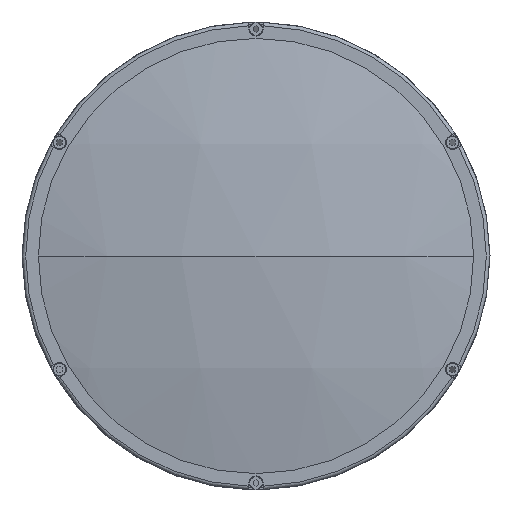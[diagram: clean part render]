
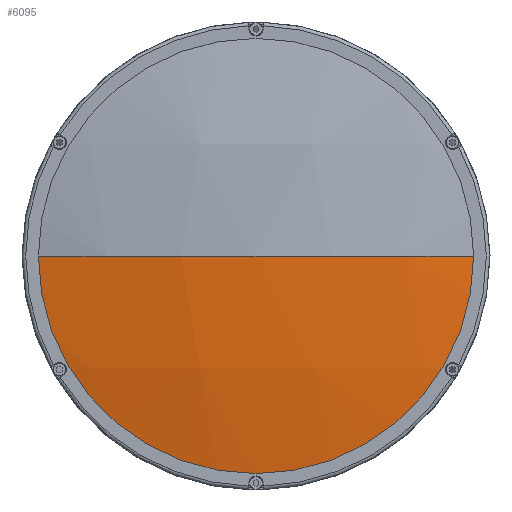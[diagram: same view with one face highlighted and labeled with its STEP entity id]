
A CAD part, left-side view. The second image highlights one B-rep face of the part: STEP entity #6095.
In plain terms, the highlighted spherical face has radius 434.72 mm.
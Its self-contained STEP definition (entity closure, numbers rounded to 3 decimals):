
#473 = ORIENTED_EDGE ( 'NONE', *, *, #5306, .F. ) ;
#716 = AXIS2_PLACEMENT_3D ( 'NONE', #2449, #9789, #9757 ) ;
#904 = VERTEX_POINT ( 'NONE', #3876 ) ;
#1489 = FACE_OUTER_BOUND ( 'NONE', #7882, .T. ) ;
#2025 = AXIS2_PLACEMENT_3D ( 'NONE', #7668, #7648, #7599 ) ;
#2325 = CARTESIAN_POINT ( 'NONE',  ( -422.1, 0., 0. ) ) ;
#2449 = CARTESIAN_POINT ( 'NONE',  ( 12.62, 0., 0. ) ) ;
#2684 = CARTESIAN_POINT ( 'NONE',  ( -411.593, 0., 0. ) ) ;
#3593 = DIRECTION ( 'NONE',  ( 0., -1., 0. ) ) ;
#3607 = CARTESIAN_POINT ( 'NONE',  ( 12.62, 0., 0. ) ) ;
#3876 = CARTESIAN_POINT ( 'NONE',  ( -411.593, 95., 0. ) ) ;
#4150 = AXIS2_PLACEMENT_3D ( 'NONE', #2684, #4374, #4225 ) ;
#4191 = VERTEX_POINT ( 'NONE', #9568 ) ;
#4225 = DIRECTION ( 'NONE',  ( 0., 0., 1. ) ) ;
#4252 = CIRCLE ( 'NONE', #4150, 95. ) ;
#4374 = DIRECTION ( 'NONE',  ( -1., 0., 0. ) ) ;
#4610 = ORIENTED_EDGE ( 'NONE', *, *, #6252, .T. ) ;
#4822 = SPHERICAL_SURFACE ( 'NONE', #716, 434.72 ) ;
#5306 = EDGE_CURVE ( 'NONE', #904, #6068, #5914, .T. ) ;
#5440 = AXIS2_PLACEMENT_3D ( 'NONE', #3607, #7082, #3593 ) ;
#5914 = CIRCLE ( 'NONE', #5440, 434.72 ) ;
#5986 = CIRCLE ( 'NONE', #2025, 434.72 ) ;
#6068 = VERTEX_POINT ( 'NONE', #2325 ) ;
#6095 = ADVANCED_FACE ( 'NONE', ( #1489 ), #4822, .T. ) ;
#6252 = EDGE_CURVE ( 'NONE', #4191, #6068, #5986, .T. ) ;
#6276 = ORIENTED_EDGE ( 'NONE', *, *, #7989, .T. ) ;
#7082 = DIRECTION ( 'NONE',  ( 0., 0., 1. ) ) ;
#7599 = DIRECTION ( 'NONE',  ( 0., 1., 0. ) ) ;
#7648 = DIRECTION ( 'NONE',  ( 0., 0., -1. ) ) ;
#7668 = CARTESIAN_POINT ( 'NONE',  ( 12.62, 0., 0. ) ) ;
#7882 = EDGE_LOOP ( 'NONE', ( #6276, #4610, #473 ) ) ;
#7989 = EDGE_CURVE ( 'NONE', #904, #4191, #4252, .T. ) ;
#9568 = CARTESIAN_POINT ( 'NONE',  ( -411.593, -95., 0. ) ) ;
#9757 = DIRECTION ( 'NONE',  ( 0., 1., 0. ) ) ;
#9789 = DIRECTION ( 'NONE',  ( 0., 0., -1. ) ) ;
